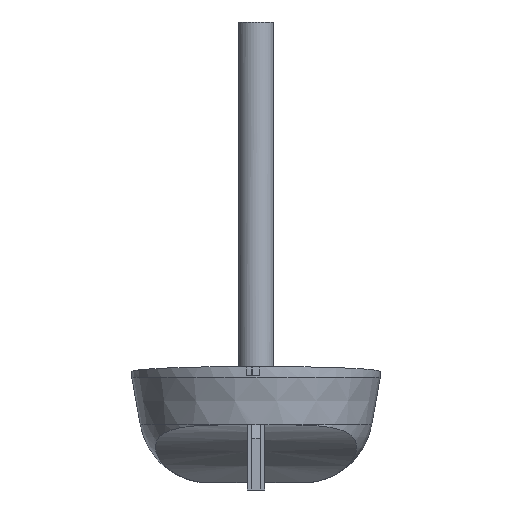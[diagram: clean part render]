
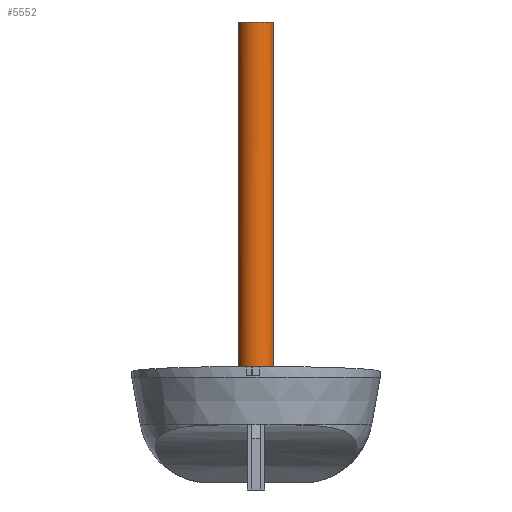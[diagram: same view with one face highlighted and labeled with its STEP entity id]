
A CAD part, left-side view. The second image highlights one B-rep face of the part: STEP entity #5552.
In plain terms, the highlighted cylindrical face has radius 10 mm (diameter 20 mm), a full revolution.
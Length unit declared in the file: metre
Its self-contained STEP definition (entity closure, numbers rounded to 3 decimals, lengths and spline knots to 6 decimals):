
#41=CYLINDRICAL_SURFACE('',#5894,0.01);
#62=CIRCLE('',#5869,0.01);
#63=CIRCLE('',#5876,0.01);
#66=CIRCLE('',#5895,0.01);
#67=CIRCLE('',#5896,0.01);
#68=CIRCLE('',#5897,0.01);
#242=ORIENTED_EDGE('',*,*,#1809,.F.);
#243=ORIENTED_EDGE('',*,*,#1810,.F.);
#244=ORIENTED_EDGE('',*,*,#1811,.F.);
#245=ORIENTED_EDGE('',*,*,#1812,.T.);
#246=ORIENTED_EDGE('',*,*,#1718,.F.);
#247=ORIENTED_EDGE('',*,*,#1813,.T.);
#248=ORIENTED_EDGE('',*,*,#1814,.F.);
#249=ORIENTED_EDGE('',*,*,#1756,.F.);
#250=ORIENTED_EDGE('',*,*,#1748,.T.);
#1718=EDGE_CURVE('',#2517,#2513,#62,.F.);
#1748=EDGE_CURVE('',#2547,#2513,#3069,.F.);
#1756=EDGE_CURVE('',#2547,#2551,#63,.F.);
#1809=EDGE_CURVE('',#2589,#2590,#66,.T.);
#1810=EDGE_CURVE('',#2591,#2589,#3127,.T.);
#1811=EDGE_CURVE('',#2592,#2591,#67,.T.);
#1812=EDGE_CURVE('',#2592,#2590,#3128,.T.);
#1813=EDGE_CURVE('',#2517,#2593,#3129,.T.);
#1814=EDGE_CURVE('',#2551,#2593,#68,.F.);
#2513=VERTEX_POINT('',#7726);
#2517=VERTEX_POINT('',#7734);
#2547=VERTEX_POINT('',#7799);
#2551=VERTEX_POINT('',#7808);
#2589=VERTEX_POINT('',#7920);
#2590=VERTEX_POINT('',#7921);
#2591=VERTEX_POINT('',#7923);
#2592=VERTEX_POINT('',#7925);
#2593=VERTEX_POINT('',#7928);
#3069=LINE('',#7798,#3802);
#3127=LINE('',#7922,#3860);
#3128=LINE('',#7926,#3861);
#3129=LINE('',#7927,#3862);
#3802=VECTOR('',#6294,1.);
#3860=VECTOR('',#6396,1.);
#3861=VECTOR('',#6399,1.);
#3862=VECTOR('',#6400,1.);
#4521=EDGE_LOOP('',(#242,#243,#244,#245));
#4522=EDGE_LOOP('',(#246,#247,#248,#249,#250));
#4891=FACE_BOUND('',#4521,.T.);
#4892=FACE_BOUND('',#4522,.T.);
#5552=ADVANCED_FACE('',(#4891,#4892),#41,.T.);
#5869=AXIS2_PLACEMENT_3D('',#7735,#6255,#6256);
#5876=AXIS2_PLACEMENT_3D('',#7814,#6306,#6307);
#5894=AXIS2_PLACEMENT_3D('',#7918,#6392,#6393);
#5895=AXIS2_PLACEMENT_3D('',#7919,#6394,#6395);
#5896=AXIS2_PLACEMENT_3D('',#7924,#6397,#6398);
#5897=AXIS2_PLACEMENT_3D('',#7929,#6401,#6402);
#6255=DIRECTION('',(0.,0.,1.));
#6256=DIRECTION('',(1.,0.,0.));
#6294=DIRECTION('',(0.,0.,-1.));
#6306=DIRECTION('',(0.,0.,1.));
#6307=DIRECTION('',(1.,0.,0.));
#6392=DIRECTION('',(0.,0.,-1.));
#6393=DIRECTION('',(-1.,0.,0.));
#6394=DIRECTION('',(0.,0.,1.));
#6395=DIRECTION('',(1.,0.,0.));
#6396=DIRECTION('',(0.,0.,-1.));
#6397=DIRECTION('',(0.,0.,1.));
#6398=DIRECTION('',(1.,0.,0.));
#6399=DIRECTION('',(0.,0.,-1.));
#6400=DIRECTION('',(0.,0.,-1.));
#6401=DIRECTION('',(0.,0.,1.));
#6402=DIRECTION('',(1.,0.,0.));
#7726=CARTESIAN_POINT('',(-0.05,0.01,0.06));
#7734=CARTESIAN_POINT('',(-0.05,-0.01,0.06));
#7735=CARTESIAN_POINT('',(-0.05,0.,0.06));
#7798=CARTESIAN_POINT('',(-0.05,0.01,0.25));
#7799=CARTESIAN_POINT('',(-0.05,0.01,0.058));
#7808=CARTESIAN_POINT('',(-0.04,0.,0.058));
#7814=CARTESIAN_POINT('',(-0.05,0.,0.058));
#7918=CARTESIAN_POINT('',(-0.05,0.,0.25));
#7919=CARTESIAN_POINT('',(-0.05,0.,0.25));
#7920=CARTESIAN_POINT('',(-0.042,-0.006,0.25));
#7921=CARTESIAN_POINT('',(-0.042,0.006,0.25));
#7922=CARTESIAN_POINT('',(-0.042,-0.006,0.262));
#7923=CARTESIAN_POINT('',(-0.042,-0.006,0.262));
#7924=CARTESIAN_POINT('',(-0.05,0.,0.262));
#7925=CARTESIAN_POINT('',(-0.042,0.006,0.262));
#7926=CARTESIAN_POINT('',(-0.042,0.006,0.262));
#7927=CARTESIAN_POINT('',(-0.05,-0.01,0.25));
#7928=CARTESIAN_POINT('',(-0.05,-0.01,0.058));
#7929=CARTESIAN_POINT('',(-0.05,0.,0.058));
